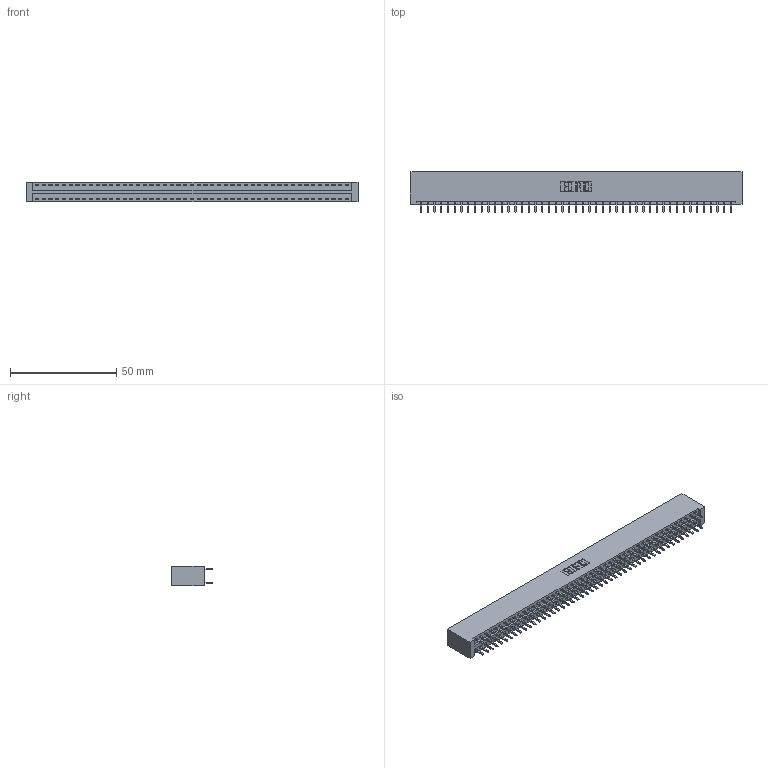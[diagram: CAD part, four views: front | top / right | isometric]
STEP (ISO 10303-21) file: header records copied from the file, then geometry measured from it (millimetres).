
FILE_DESCRIPTION (( 'STEP AP203' ), '1' );
FILE_NAME ('396-094-521-201.STEP', '2018-09-12T12:11:48', ( '' ), ( '' ), 'SwSTEP 2.0', 'SolidWorks 2016', '' );
FILE_SCHEMA (( 'CONFIG_CONTROL_DESIGN' ));
Length unit declared in the file: inch
Products named in the file (3): 346 Part_No Mounting Lugs; 345-292-001_345-293-121; 396-094-521-201
Assembly tree (95 placements, depth 2):
  396-094-521-201
    346 Part_No Mounting Lugs
    345-292-001_345-293-121  x94
Bounding box: 156.46 x 19.05 x 9.4 mm (x, y, z)
Volume: 15830.9 mm3; surface area: 21744.1 mm2
Topology: 95 solids, 95 shells, 5002 faces, 14875 edges, 9790 vertices
Faces by surface type: plane 3362, cylinder 1640
Entity records: 29741 total; most frequent: CARTESIAN_POINT 4892, ORIENTED_EDGE 4826, DIRECTION 4357, EDGE_CURVE 2413, LINE 2101, VECTOR 2101, VERTEX_POINT 1606, AXIS2_PLACEMENT_3D 1128
